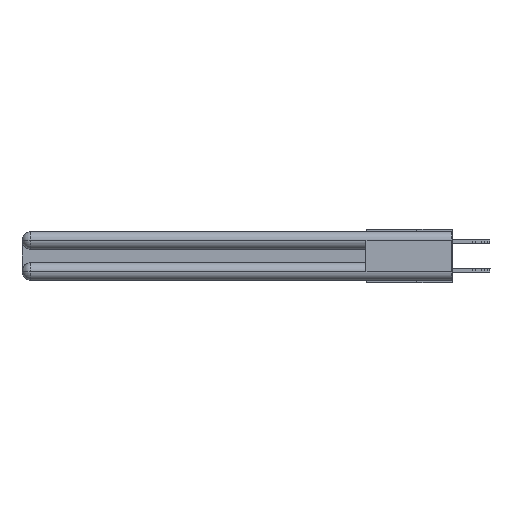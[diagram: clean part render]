
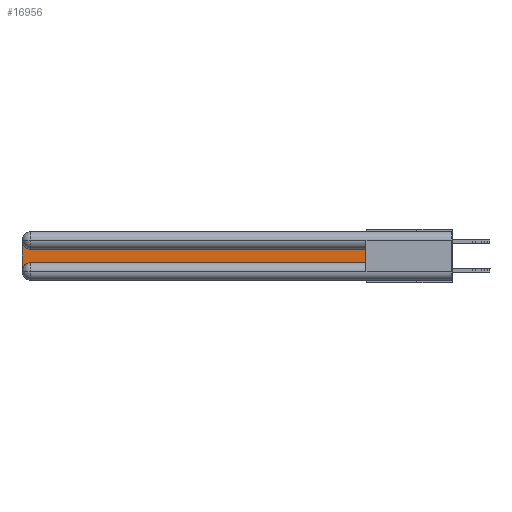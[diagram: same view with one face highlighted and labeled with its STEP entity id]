
A CAD part, left-side view. The second image highlights one B-rep face of the part: STEP entity #16956.
In plain terms, the highlighted planar face has unit normal (-1, 0, 0).
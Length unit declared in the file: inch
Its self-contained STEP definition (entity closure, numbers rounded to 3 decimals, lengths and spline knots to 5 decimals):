
#1086 = AXIS2_PLACEMENT_3D ( 'NONE', #6766, #16723, #21443 ) ;
#1733 = LINE ( 'NONE', #24795, #8689 ) ;
#2595 = DIRECTION ( 'NONE',  ( 0., 0., 1. ) ) ;
#3432 = VERTEX_POINT ( 'NONE', #18376 ) ;
#5233 = EDGE_CURVE ( 'NONE', #26882, #6591, #7588, .T. ) ;
#5319 = ORIENTED_EDGE ( 'NONE', *, *, #10519, .T. ) ;
#5943 = EDGE_CURVE ( 'NONE', #30308, #30687, #24925, .T. ) ;
#6037 = CARTESIAN_POINT ( 'NONE',  ( 0.075, 2.94, -0.2775 ) ) ;
#6591 = VERTEX_POINT ( 'NONE', #7104 ) ;
#6766 = CARTESIAN_POINT ( 'NONE',  ( 0.075, 3., -0.1225 ) ) ;
#7104 = CARTESIAN_POINT ( 'NONE',  ( 0.075, 3., -0.2775 ) ) ;
#7588 = LINE ( 'NONE', #29534, #26481 ) ;
#8296 = CARTESIAN_POINT ( 'NONE',  ( 0.075, 2.94, -0.2175 ) ) ;
#8299 = CIRCLE ( 'NONE', #15259, 0.06 ) ;
#8689 = VECTOR ( 'NONE', #31862, 39.37008 ) ;
#9665 = LINE ( 'NONE', #29653, #28537 ) ;
#10519 = EDGE_CURVE ( 'NONE', #6591, #14726, #8299, .T. ) ;
#13221 = EDGE_CURVE ( 'NONE', #3432, #30308, #9665, .T. ) ;
#13574 = EDGE_CURVE ( 'NONE', #30687, #26882, #22415, .T. ) ;
#14363 = CARTESIAN_POINT ( 'NONE',  ( 0.075, 3., -0.0625 ) ) ;
#14589 = ORIENTED_EDGE ( 'NONE', *, *, #26965, .T. ) ;
#14701 = EDGE_LOOP ( 'NONE', ( #17167, #25917, #24453, #5319, #14589, #15501 ) ) ;
#14726 = VERTEX_POINT ( 'NONE', #8296 ) ;
#15259 = AXIS2_PLACEMENT_3D ( 'NONE', #6037, #21068, #23547 ) ;
#15501 = ORIENTED_EDGE ( 'NONE', *, *, #13221, .T. ) ;
#15511 = CARTESIAN_POINT ( 'NONE',  ( 0.075, 2.94, -0.0625 ) ) ;
#16052 = VECTOR ( 'NONE', #29813, 39.37008 ) ;
#16723 = DIRECTION ( 'NONE',  ( 1., 0., 0. ) ) ;
#16824 = PLANE ( 'NONE',  #1086 ) ;
#16956 = ADVANCED_FACE ( 'NONE', ( #19397 ), #16824, .F. ) ;
#17167 = ORIENTED_EDGE ( 'NONE', *, *, #5943, .T. ) ;
#17990 = DIRECTION ( 'NONE',  ( 1., 0., 0. ) ) ;
#18376 = CARTESIAN_POINT ( 'NONE',  ( 0.075, 0.6, -0.2175 ) ) ;
#19397 = FACE_OUTER_BOUND ( 'NONE', #14701, .T. ) ;
#20066 = AXIS2_PLACEMENT_3D ( 'NONE', #15511, #17990, #20447 ) ;
#20447 = DIRECTION ( 'NONE',  ( 0., 0., -1. ) ) ;
#21068 = DIRECTION ( 'NONE',  ( 1., 0., 0. ) ) ;
#21443 = DIRECTION ( 'NONE',  ( 0., 0., -1. ) ) ;
#22200 = CARTESIAN_POINT ( 'NONE',  ( 0.075, 2.94, -0.1225 ) ) ;
#22415 = CIRCLE ( 'NONE', #20066, 0.06 ) ;
#23547 = DIRECTION ( 'NONE',  ( 0., 0., -1. ) ) ;
#24453 = ORIENTED_EDGE ( 'NONE', *, *, #5233, .T. ) ;
#24795 = CARTESIAN_POINT ( 'NONE',  ( 0.075, 0.6, -0.2175 ) ) ;
#24925 = LINE ( 'NONE', #29591, #16052 ) ;
#25917 = ORIENTED_EDGE ( 'NONE', *, *, #13574, .T. ) ;
#26481 = VECTOR ( 'NONE', #26846, 39.37008 ) ;
#26846 = DIRECTION ( 'NONE',  ( 0., 0., -1. ) ) ;
#26882 = VERTEX_POINT ( 'NONE', #14363 ) ;
#26965 = EDGE_CURVE ( 'NONE', #14726, #3432, #1733, .T. ) ;
#28537 = VECTOR ( 'NONE', #2595, 39.37008 ) ;
#29534 = CARTESIAN_POINT ( 'NONE',  ( 0.075, 3., -0.2175 ) ) ;
#29591 = CARTESIAN_POINT ( 'NONE',  ( 0.075, 0.6, -0.1225 ) ) ;
#29653 = CARTESIAN_POINT ( 'NONE',  ( 0.075, 0.6, -0.2175 ) ) ;
#29813 = DIRECTION ( 'NONE',  ( 0., 1., 0. ) ) ;
#30308 = VERTEX_POINT ( 'NONE', #31292 ) ;
#30687 = VERTEX_POINT ( 'NONE', #22200 ) ;
#31292 = CARTESIAN_POINT ( 'NONE',  ( 0.075, 0.6, -0.1225 ) ) ;
#31862 = DIRECTION ( 'NONE',  ( 0., -1., 0. ) ) ;
